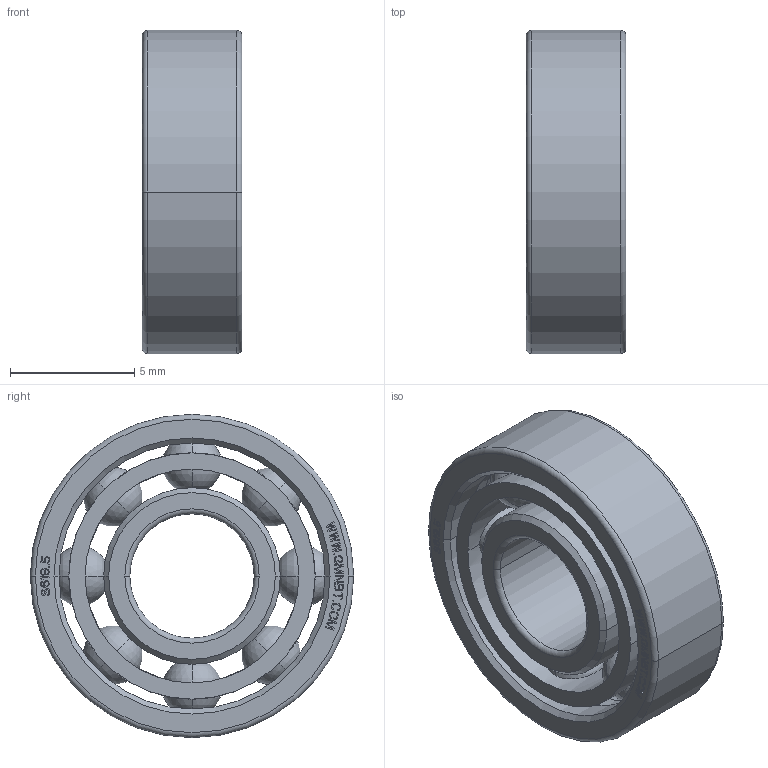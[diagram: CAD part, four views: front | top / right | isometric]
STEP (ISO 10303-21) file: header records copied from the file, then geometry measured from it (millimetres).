
FILE_DESCRIPTION((''),'2;1');
FILE_NAME('S619_5_PRT','2014-03-19T',('sales 4'),(''),'PRO/ENGINEER BY PARAMETRIC TECHNOLOGY CORPORATION, 2013150','PRO/ENGINEER BY PARAMETRIC TECHNOLOGY CORPORATION, 2013150','');
FILE_SCHEMA(('AUTOMOTIVE_DESIGN { 1 0 10303 214 1 1 1 1 }'));
Length unit declared in the file: millimetre
Products named in the file (1): S619_5_PRT
Bounding box: 4.01 x 13 x 13 mm (x, y, z)
Volume: 318.3 mm3; surface area: 883.3 mm2
Topology: 3 solids, 3 shells, 613 faces, 1697 edges, 1094 vertices
Faces by surface type: plane 513, cylinder 48, sphere 32, torus 12, cone 8
Entity records: 26359 total; most frequent: CARTESIAN_POINT 5486, ORIENTED_EDGE 3330, DIRECTION 2983, PRESENTATION_STYLE_ASSIGNMENT 1697, STYLED_ITEM 1668, CURVE_STYLE 1665, EDGE_CURVE 1665, VECTOR 1509
